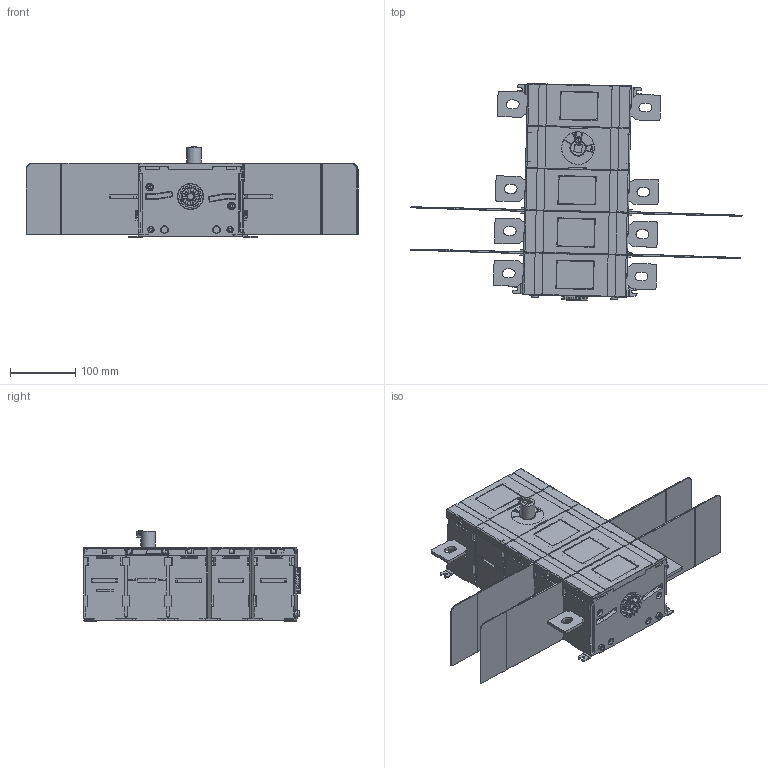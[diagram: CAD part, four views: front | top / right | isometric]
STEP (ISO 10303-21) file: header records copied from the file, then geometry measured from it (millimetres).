
FILE_DESCRIPTION((''),'2;1');
FILE_NAME('OT600U13_IGS','2018-08-03T',('FIALBJO'),(''),'CREO PARAMETRIC BY PTC INC, 2017480','CREO PARAMETRIC BY PTC INC, 2017480','');
FILE_SCHEMA(('AUTOMOTIVE_DESIGN { 1 0 10303 214 1 1 1 1 }'));
Products named in the file (1): OT600U13_IGS
Bounding box: 510.69 x 333.65 x 140 mm (x, y, z)
Volume: 6005126.8 mm3; surface area: 504753.7 mm2
Topology: 1 solids, 71 shells, 3942 faces, 10762 edges, 6949 vertices
Faces by surface type: plane 2642, cylinder 879, bspline 164, torus 144, cone 67, sphere 36, extrusion 10
Entity records: 150722 total; most frequent: CARTESIAN_POINT 52756, ORIENTED_EDGE 21458, DIRECTION 18515, EDGE_CURVE 10729, VECTOR 7877, LINE 7867, VERTEX_POINT 6949, AXIS2_PLACEMENT_3D 5319
